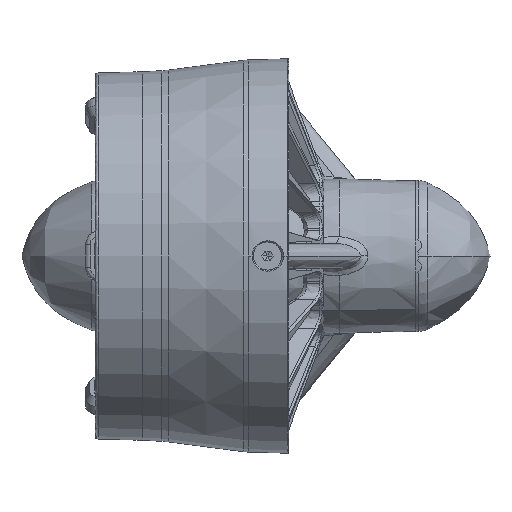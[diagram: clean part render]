
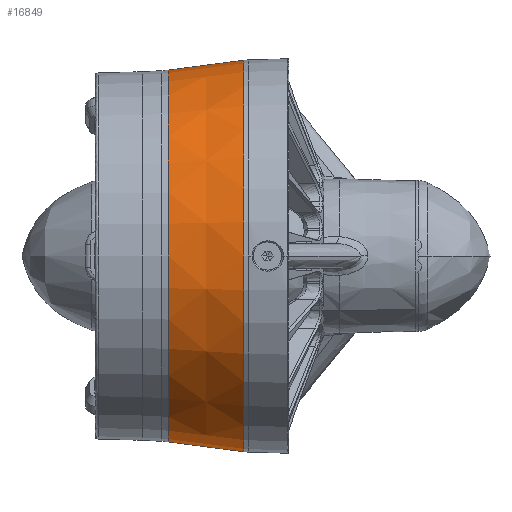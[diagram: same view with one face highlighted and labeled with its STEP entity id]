
A CAD part, left-side view. The second image highlights one B-rep face of the part: STEP entity #16849.
In plain terms, the highlighted conical face has half-angle 7.423 degrees and reference radius 40.913 mm.
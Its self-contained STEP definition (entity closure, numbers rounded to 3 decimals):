
#1998 = CARTESIAN_POINT ( 'NONE',  ( 0., 1.211, 0. ) ) ;
#10374 = FACE_OUTER_BOUND ( 'NONE', #65571, .T. ) ;
#10962 = CIRCLE ( 'NONE', #16259, 40.913 ) ;
#11124 = ORIENTED_EDGE ( 'NONE', *, *, #78967, .T. ) ;
#11776 = VERTEX_POINT ( 'NONE', #103535 ) ;
#15079 = CARTESIAN_POINT ( 'NONE',  ( 0., 16.997, 0. ) ) ;
#16259 = AXIS2_PLACEMENT_3D ( 'NONE', #47389, #73048, #107059 ) ;
#16849 = ADVANCED_FACE ( 'NONE', ( #10374 ), #25252, .T. ) ;
#17258 = VERTEX_POINT ( 'NONE', #27376 ) ;
#19288 = ORIENTED_EDGE ( 'NONE', *, *, #84142, .T. ) ;
#21222 = DIRECTION ( 'NONE',  ( 0., -0.992, 0.129 ) ) ;
#25252 = CONICAL_SURFACE ( 'NONE', #85887, 40.913, 0.13 ) ;
#26197 = CARTESIAN_POINT ( 'NONE',  ( 0., 1.211, -40.913 ) ) ;
#27075 = DIRECTION ( 'NONE',  ( 0., 0., -1. ) ) ;
#27376 = CARTESIAN_POINT ( 'NONE',  ( 0., 1.211, 40.913 ) ) ;
#28964 = AXIS2_PLACEMENT_3D ( 'NONE', #15079, #49109, #83121 ) ;
#29047 = LINE ( 'NONE', #63084, #88284 ) ;
#32879 = DIRECTION ( 'NONE',  ( 0., -0.992, -0.129 ) ) ;
#33424 = LINE ( 'NONE', #84153, #93276 ) ;
#33690 = VERTEX_POINT ( 'NONE', #26197 ) ;
#36025 = EDGE_CURVE ( 'NONE', #33690, #17258, #10962, .T. ) ;
#38552 = ORIENTED_EDGE ( 'NONE', *, *, #56699, .F. ) ;
#43777 = CARTESIAN_POINT ( 'NONE',  ( 0., 16.997, 38.856 ) ) ;
#47389 = CARTESIAN_POINT ( 'NONE',  ( 0., 1.211, 0. ) ) ;
#49109 = DIRECTION ( 'NONE',  ( 0., -1., 0. ) ) ;
#56699 = EDGE_CURVE ( 'NONE', #76032, #17258, #29047, .T. ) ;
#63084 = CARTESIAN_POINT ( 'NONE',  ( 0., 1.211, 40.913 ) ) ;
#65571 = EDGE_LOOP ( 'NONE', ( #38552, #11124, #19288, #80496 ) ) ;
#73048 = DIRECTION ( 'NONE',  ( 0., 1., 0. ) ) ;
#76032 = VERTEX_POINT ( 'NONE', #43777 ) ;
#78967 = EDGE_CURVE ( 'NONE', #76032, #11776, #87722, .T. ) ;
#80496 = ORIENTED_EDGE ( 'NONE', *, *, #36025, .T. ) ;
#83121 = DIRECTION ( 'NONE',  ( 0., 0., 1. ) ) ;
#84142 = EDGE_CURVE ( 'NONE', #11776, #33690, #33424, .T. ) ;
#84153 = CARTESIAN_POINT ( 'NONE',  ( 0., 1.211, -40.913 ) ) ;
#85887 = AXIS2_PLACEMENT_3D ( 'NONE', #1998, #100880, #27075 ) ;
#87722 = CIRCLE ( 'NONE', #28964, 38.856 ) ;
#88284 = VECTOR ( 'NONE', #21222, 1000. ) ;
#93276 = VECTOR ( 'NONE', #32879, 1000. ) ;
#100880 = DIRECTION ( 'NONE',  ( 0., -1., 0. ) ) ;
#103535 = CARTESIAN_POINT ( 'NONE',  ( 0., 16.997, -38.856 ) ) ;
#107059 = DIRECTION ( 'NONE',  ( 0., 0., -1. ) ) ;
